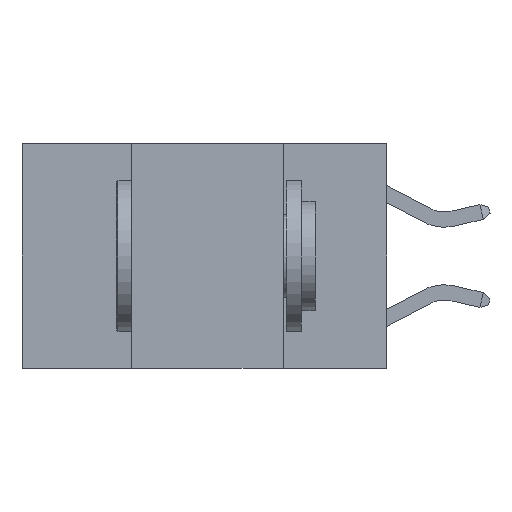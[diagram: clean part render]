
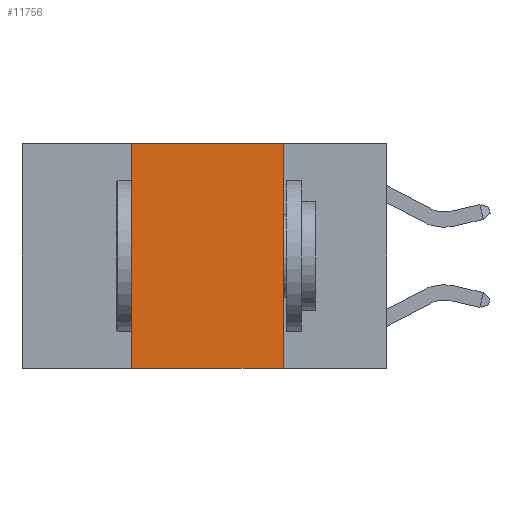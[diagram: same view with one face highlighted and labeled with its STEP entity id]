
A CAD part, left-side view. The second image highlights one B-rep face of the part: STEP entity #11756.
In plain terms, the highlighted planar face has unit normal (-1, 0, 0).
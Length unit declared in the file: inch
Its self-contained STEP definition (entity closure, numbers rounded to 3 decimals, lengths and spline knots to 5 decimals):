
#74 = LINE ( 'NONE', #7373, #6392 ) ;
#289 = DIRECTION ( 'NONE',  ( 0., 0., -1. ) ) ;
#1683 = DIRECTION ( 'NONE',  ( 0., -1., 0. ) ) ;
#3385 = ORIENTED_EDGE ( 'NONE', *, *, #11850, .F. ) ;
#3733 = EDGE_CURVE ( 'NONE', #14153, #13826, #3894, .T. ) ;
#3737 = EDGE_CURVE ( 'NONE', #14320, #15177, #74, .T. ) ;
#3776 = EDGE_CURVE ( 'NONE', #14320, #13826, #11428, .T. ) ;
#3865 = ORIENTED_EDGE ( 'NONE', *, *, #3776, .T. ) ;
#3894 = LINE ( 'NONE', #15360, #13247 ) ;
#4206 = CARTESIAN_POINT ( 'NONE',  ( 0., 0.6, 0. ) ) ;
#4291 = LINE ( 'NONE', #4206, #10194 ) ;
#4982 = DIRECTION ( 'NONE',  ( 0., 0., -1. ) ) ;
#5102 = FACE_OUTER_BOUND ( 'NONE', #7855, .T. ) ;
#6392 = VECTOR ( 'NONE', #8532, 39.37008 ) ;
#6546 = PLANE ( 'NONE',  #9202 ) ;
#7180 = ORIENTED_EDGE ( 'NONE', *, *, #3733, .F. ) ;
#7373 = CARTESIAN_POINT ( 'NONE',  ( 0., 0.42, 0. ) ) ;
#7745 = DIRECTION ( 'NONE',  ( 1., 0., 0. ) ) ;
#7855 = EDGE_LOOP ( 'NONE', ( #7180, #3385, #8970, #3865 ) ) ;
#8400 = VECTOR ( 'NONE', #9783, 39.37008 ) ;
#8532 = DIRECTION ( 'NONE',  ( 0., 0., 1. ) ) ;
#8970 = ORIENTED_EDGE ( 'NONE', *, *, #3737, .F. ) ;
#9202 = AXIS2_PLACEMENT_3D ( 'NONE', #14620, #7745, #289 ) ;
#9783 = DIRECTION ( 'NONE',  ( 0., -1., 0. ) ) ;
#10194 = VECTOR ( 'NONE', #1683, 39.37008 ) ;
#10213 = CARTESIAN_POINT ( 'NONE',  ( 0., 0.17, -0.37 ) ) ;
#11369 = CARTESIAN_POINT ( 'NONE',  ( 0., 0.17, 0. ) ) ;
#11428 = LINE ( 'NONE', #14355, #8400 ) ;
#11756 = ADVANCED_FACE ( 'NONE', ( #5102 ), #6546, .F. ) ;
#11850 = EDGE_CURVE ( 'NONE', #15177, #14153, #4291, .T. ) ;
#12170 = CARTESIAN_POINT ( 'NONE',  ( 0., 0.42, -0.37 ) ) ;
#13247 = VECTOR ( 'NONE', #4982, 39.37008 ) ;
#13740 = CARTESIAN_POINT ( 'NONE',  ( 0., 0.42, 0. ) ) ;
#13826 = VERTEX_POINT ( 'NONE', #10213 ) ;
#14153 = VERTEX_POINT ( 'NONE', #11369 ) ;
#14320 = VERTEX_POINT ( 'NONE', #12170 ) ;
#14355 = CARTESIAN_POINT ( 'NONE',  ( 0., 0.6, -0.37 ) ) ;
#14620 = CARTESIAN_POINT ( 'NONE',  ( 0., 0.6, 0. ) ) ;
#15177 = VERTEX_POINT ( 'NONE', #13740 ) ;
#15360 = CARTESIAN_POINT ( 'NONE',  ( 0., 0.17, 0. ) ) ;
